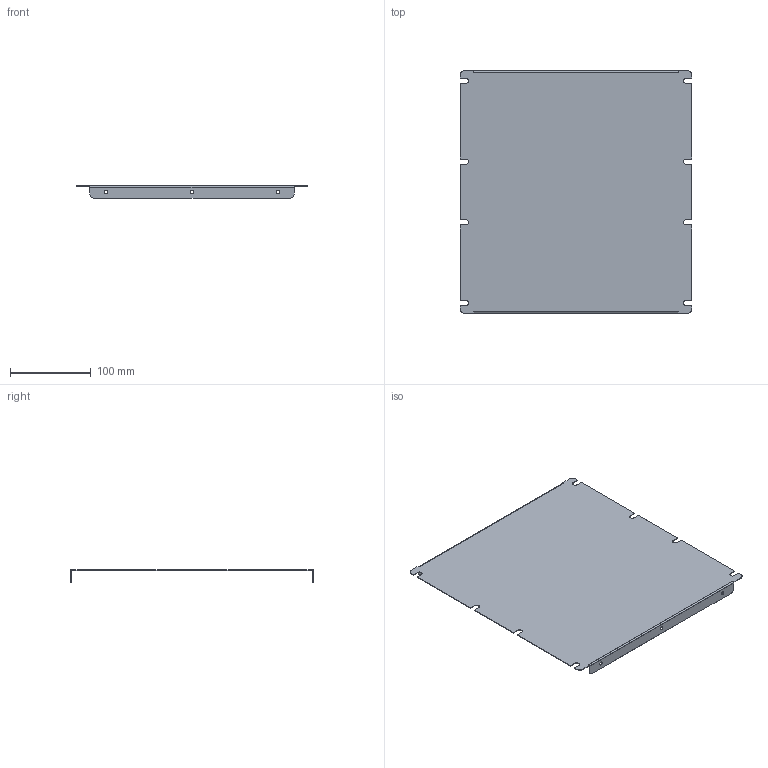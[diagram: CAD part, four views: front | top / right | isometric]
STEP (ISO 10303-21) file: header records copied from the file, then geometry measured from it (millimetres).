
FILE_DESCRIPTION (( 'STEP AP214' ), '1' );
FILE_NAME ('YKM40D-FO-PVS-030-040 FORMAT Ôàëüø-ïàíåëü âíóòðåííÿÿ ãëóõàÿ 300õ400ìì (2øò_êîìïë) IEK.STEP', '2022-05-30T13:55:33', ( '' ), ( '' ), 'SwSTEP 2.0', 'SolidWorks 2017', '' );
FILE_SCHEMA (( 'AUTOMOTIVE_DESIGN' ));
Length unit declared in the file: millimetre
Products named in the file (1): YKM40D-FO-PVS-030-040 FORMAT Ôàëüø-ïàíåëü âíóòðåííÿÿ ãëóõàÿ 300õ400ìì (2øò_êîìïë) IEK
Bounding box: 286.5 x 299.6 x 15 mm (x, y, z)
Volume: 73653.7 mm3; surface area: 185286.6 mm2
Topology: 1 solids, 1 shells, 86 faces, 240 edges, 156 vertices
Faces by surface type: plane 50, cylinder 36
Entity records: 2822 total; most frequent: DIRECTION 490, CARTESIAN_POINT 483, ORIENTED_EDGE 480, EDGE_CURVE 240, LINE 164, VECTOR 164, AXIS2_PLACEMENT_3D 163, VERTEX_POINT 156
